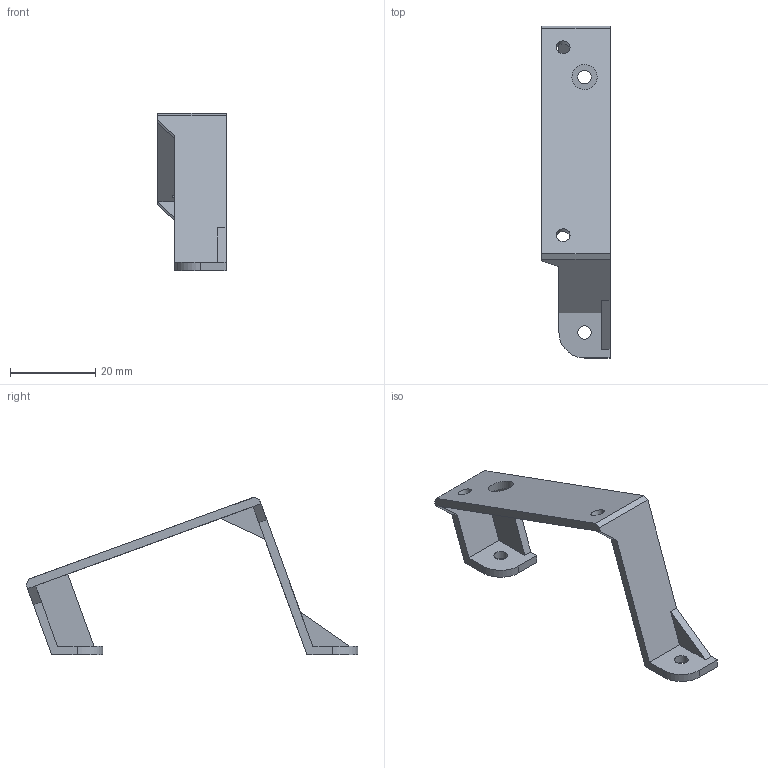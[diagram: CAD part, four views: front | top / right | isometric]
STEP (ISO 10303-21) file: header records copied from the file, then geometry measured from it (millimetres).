
FILE_DESCRIPTION(('FreeCAD Model'),'2;1');
FILE_NAME('Bracket_Keypad-Right.step', '2014-11-04T17:57:52',('FreeCAD'),('FreeCAD'), 'Open CASCADE STEP processor 6.5','FreeCAD','Unknown');
FILE_SCHEMA(('AUTOMOTIVE_DESIGN_CC2 { 1 2 10303 214 -1 1 5 4 }'));
Length unit declared in the file: millimetre
Products named in the file (1): Bracket_Keypad-Right
Bounding box: 16 x 78 x 37.04 mm (x, y, z)
Volume: 3928.7 mm3; surface area: 4577.6 mm2
Topology: 1 solids, 1 shells, 33 faces, 101 edges, 70 vertices
Faces by surface type: plane 26, cylinder 7
Full cylindrical faces by diameter (mm): 3.2 x4, 5.9 x1
Entity records: 2543 total; most frequent: CARTESIAN_POINT 473, DIRECTION 387, LINE 251, VECTOR 251, ORIENTED_EDGE 202, PCURVE 202, DEFINITIONAL_REPRESENTATION 202, EDGE_CURVE 101
